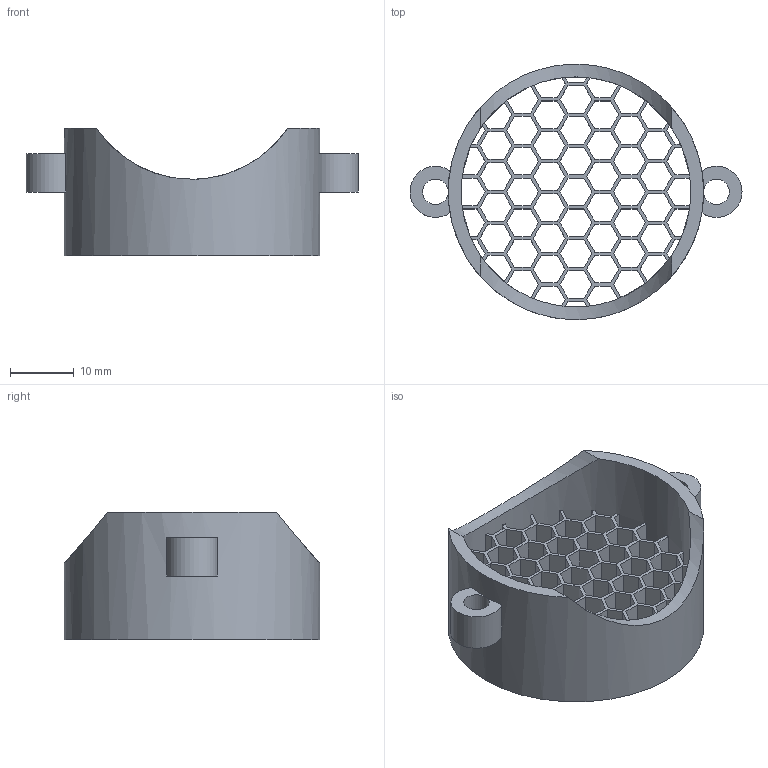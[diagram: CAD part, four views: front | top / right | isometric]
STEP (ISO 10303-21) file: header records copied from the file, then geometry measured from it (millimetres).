
FILE_DESCRIPTION(('FreeCAD Model'),'2;1');
FILE_NAME('Open CASCADE Shape Model','2024-10-13T14:42:29',(''),(''), 'Open CASCADE STEP processor 7.6','FreeCAD','Unknown');
FILE_SCHEMA(('AUTOMOTIVE_DESIGN { 1 0 10303 214 1 1 1 1 }'));
Length unit declared in the file: millimetre
Products named in the file (1): union001
Bounding box: 51.98 x 40 x 20 mm (x, y, z)
Volume: 6340 mm3; surface area: 12611 mm2
Topology: 1 solids, 1 shells, 331 faces, 1083 edges, 704 vertices
Faces by surface type: plane 321, cylinder 10
Full cylindrical faces by diameter (mm): 4 x1, 36 x1, 40 x1
Entity records: 12041 total; most frequent: CARTESIAN_POINT 2233, ORIENTED_EDGE 2166, DIRECTION 1849, EDGE_CURVE 1083, LINE 977, VECTOR 977, VERTEX_POINT 704, AXIS2_PLACEMENT_3D 436
